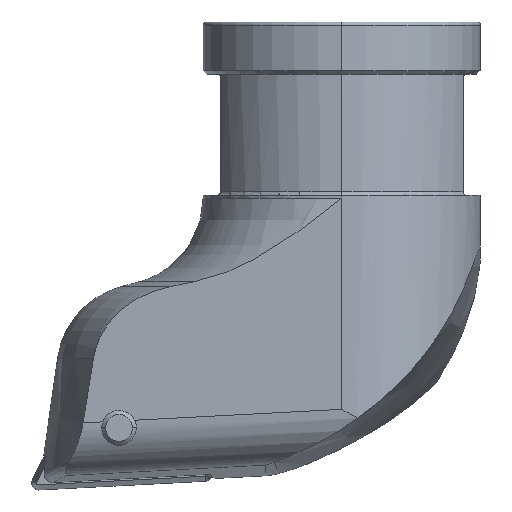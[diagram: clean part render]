
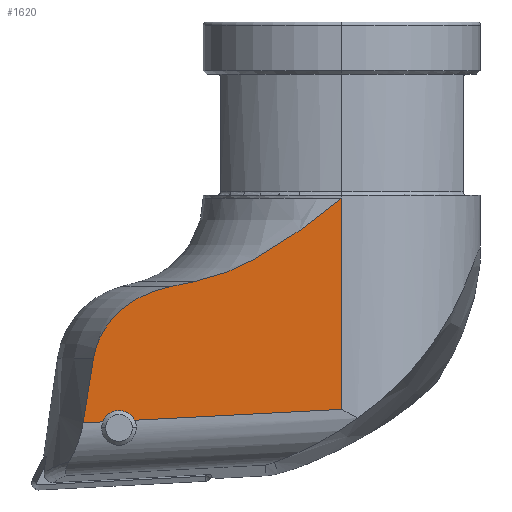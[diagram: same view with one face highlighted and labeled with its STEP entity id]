
A CAD part, front view. The second image highlights one B-rep face of the part: STEP entity #1620.
In plain terms, the highlighted planar face has unit normal (0, -1, 0).
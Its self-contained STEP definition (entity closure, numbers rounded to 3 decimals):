
#850=VERTEX_POINT('NONE',#2237);
#886=EDGE_CURVE('NONE',#1492,#850,#2279,.T.);
#990=VERTEX_POINT('NONE',#2393);
#1240=VERTEX_POINT('NONE',#2669);
#1252=EDGE_CURVE('NONE',#1790,#1560,#2682,.T.);
#1454=EDGE_CURVE('NONE',#1478,#990,#2904,.T.);
#1478=VERTEX_POINT('NONE',#2928);
#1492=VERTEX_POINT('NONE',#2944);
#1560=VERTEX_POINT('NONE',#3017);
#1620=ADVANCED_FACE('NONE',(#3089),#3090,.F.);
#1684=EDGE_CURVE('NONE',#850,#1478,#3163,.T.);
#1696=EDGE_CURVE('NONE',#1240,#1492,#3178,.T.);
#1746=EDGE_CURVE('NONE',#990,#1790,#3231,.F.);
#1780=EDGE_CURVE('NONE',#1954,#1560,#3268,.T.);
#1790=VERTEX_POINT('NONE',#3278);
#1954=VERTEX_POINT('NONE',#3456);
#1982=EDGE_CURVE('NONE',#1954,#1240,#3489,.F.);
#2237=CARTESIAN_POINT('',(-14.326,-8.,-19.407));
#2279=B_SPLINE_CURVE_WITH_KNOTS('',3,(#4356,#4357,#4358,#4359,#4360,#4361,#4362,#4363,#4364,#4365,#4366,#4367,#4368,#4369,#4370,#4371,#4372,#4373,#4374,#4375,#4376,#4377,#4378,#4379,#4380,#4381),.UNSPECIFIED.,.F.,.F.,(4,2,2,2,2,2,2,2,2,2,2,2,4),(39.947,40.874,41.802,42.729,43.571,44.412,45.156,45.9,46.59,47.279,47.941,48.603,49.265),.UNSPECIFIED.);
#2393=CARTESIAN_POINT('',(-13.791,-8.,-23.069));
#2669=CARTESIAN_POINT('',(-8.546,-8.,-14.993));
#2682=LINE('',#5534,#5535);
#2904=LINE('',#5893,#5894);
#2928=CARTESIAN_POINT('',(-14.922,-8.,-23.129));
#2944=CARTESIAN_POINT('',(-9.929,-8.,-15.273));
#3017=CARTESIAN_POINT('',(0.,-8.0,-22.347));
#3089=FACE_OUTER_BOUND('',#6225,.T.);
#3090=PLANE('',#6226);
#3163=(B_SPLINE_CURVE(2,(#6366,#6367,#6368),.UNSPECIFIED.,.F.,.F.)B_SPLINE_CURVE_WITH_KNOTS((3,3),(1.315,5.083),.UNSPECIFIED.)RATIONAL_B_SPLINE_CURVE((1.,1.,1.))BOUNDED_CURVE()REPRESENTATION_ITEM('')GEOMETRIC_REPRESENTATION_ITEM()CURVE());
#3178=(B_SPLINE_CURVE(2,(#6391,#6392,#6393),.UNSPECIFIED.,.F.,.F.)B_SPLINE_CURVE_WITH_KNOTS((3,3),(26.922,28.079),.UNSPECIFIED.)RATIONAL_B_SPLINE_CURVE((1.292,1.261,1.227))BOUNDED_CURVE()REPRESENTATION_ITEM('')GEOMETRIC_REPRESENTATION_ITEM()CURVE());
#3231=CIRCLE('',#6510,1.0);
#3268=LINE('',#6554,#6555);
#3278=CARTESIAN_POINT('',(-11.958,-8.,-22.973));
#3456=CARTESIAN_POINT('',(0.,-8.0,-10.163));
#3489=B_SPLINE_CURVE_WITH_KNOTS('',3,(#7006,#7007,#7008,#7009,#7010,#7011,#7012,#7013,#7014,#7015,#7016,#7017,#7018,#7019,#7020,#7021,#7022,#7023),.UNSPECIFIED.,.F.,.F.,(4,2,2,2,2,2,2,2,4),(27.156,28.204,29.252,30.301,31.349,33.037,34.725,38.102,38.108),.UNSPECIFIED.);
#4356=CARTESIAN_POINT('',(-7.857,-8.,-15.109));
#4357=CARTESIAN_POINT('',(-8.187,-8.,-15.097));
#4358=CARTESIAN_POINT('',(-8.524,-8.,-15.102));
#4359=CARTESIAN_POINT('',(-9.194,-8.,-15.15));
#4360=CARTESIAN_POINT('',(-9.528,-8.,-15.193));
#4361=CARTESIAN_POINT('',(-10.172,-8.,-15.321));
#4362=CARTESIAN_POINT('',(-10.484,-8.,-15.404));
#4363=CARTESIAN_POINT('',(-11.041,-8.,-15.596));
#4364=CARTESIAN_POINT('',(-11.326,-8.,-15.713));
#4365=CARTESIAN_POINT('',(-11.873,-8.,-15.992));
#4366=CARTESIAN_POINT('',(-12.135,-8.,-16.154));
#4367=CARTESIAN_POINT('',(-12.563,-8.,-16.464));
#4368=CARTESIAN_POINT('',(-12.773,-8.,-16.638));
#4369=CARTESIAN_POINT('',(-13.16,-8.,-17.019));
#4370=CARTESIAN_POINT('',(-13.337,-8.,-17.225));
#4371=CARTESIAN_POINT('',(-13.621,-8.,-17.61));
#4372=CARTESIAN_POINT('',(-13.756,-8.,-17.823));
#4373=CARTESIAN_POINT('',(-13.989,-8.,-18.268));
#4374=CARTESIAN_POINT('',(-14.085,-8.,-18.501));
#4375=CARTESIAN_POINT('',(-14.227,-8.,-18.929));
#4376=CARTESIAN_POINT('',(-14.286,-8.,-19.164));
#4377=CARTESIAN_POINT('',(-14.363,-8.,-19.64));
#4378=CARTESIAN_POINT('',(-14.381,-8.,-19.882));
#4379=CARTESIAN_POINT('',(-14.381,-8.,-20.323));
#4380=CARTESIAN_POINT('',(-14.363,-8.,-20.565));
#4381=CARTESIAN_POINT('',(-14.325,-8.,-20.803));
#5534=CARTESIAN_POINT('',(-20.175,-8.,-23.404));
#5535=VECTOR('',#8443,1.0);
#5893=CARTESIAN_POINT('',(-20.175,-8.,-23.404));
#5894=VECTOR('',#8688,1.0);
#6225=EDGE_LOOP('',(#8945,#8946,#8947,#8948,#8949,#8950,#8951,#8952));
#6226=AXIS2_PLACEMENT_3D('',#8953,#8954,#8955);
#6366=CARTESIAN_POINT('',(-14.326,-8.,-19.407));
#6367=CARTESIAN_POINT('',(-14.619,-8.,-21.23));
#6368=CARTESIAN_POINT('',(-14.922,-8.,-23.129));
#6391=CARTESIAN_POINT('',(-8.546,-8.,-14.993));
#6392=CARTESIAN_POINT('',(-9.208,-8.,-15.122));
#6393=CARTESIAN_POINT('',(-9.929,-8.,-15.273));
#6510=AXIS2_PLACEMENT_3D('',#9131,#9132,#9133);
#6554=CARTESIAN_POINT('',(0.,-8.,1.029));
#6555=VECTOR('',#9170,1.0);
#7006=CARTESIAN_POINT('',(-10.247,-8.,-15.163));
#7007=CARTESIAN_POINT('',(-9.898,-8.,-15.163));
#7008=CARTESIAN_POINT('',(-9.533,-8.,-15.14));
#7009=CARTESIAN_POINT('',(-8.795,-8.,-15.046));
#7010=CARTESIAN_POINT('',(-8.422,-8.,-14.975));
#7011=CARTESIAN_POINT('',(-7.683,-8.,-14.792));
#7012=CARTESIAN_POINT('',(-7.319,-8.,-14.68));
#7013=CARTESIAN_POINT('',(-6.615,-8.,-14.429));
#7014=CARTESIAN_POINT('',(-6.277,-8.,-14.289));
#7015=CARTESIAN_POINT('',(-5.446,-8.,-13.912));
#7016=CARTESIAN_POINT('',(-4.925,-8.,-13.639));
#7017=CARTESIAN_POINT('',(-3.889,-8.,-13.029));
#7018=CARTESIAN_POINT('',(-3.374,-8.,-12.693));
#7019=CARTESIAN_POINT('',(-1.858,-8.,-11.635));
#7020=CARTESIAN_POINT('',(-0.888,-8.,-10.865));
#7021=CARTESIAN_POINT('',(-0.004,-8.,-10.166));
#7022=CARTESIAN_POINT('',(-0.002,-8.,-10.165));
#7023=CARTESIAN_POINT('',(0.,-8.,-10.163));
#8443=DIRECTION('',(0.999,0.,0.052));
#8688=DIRECTION('',(0.999,0.,0.052));
#8945=ORIENTED_EDGE('',*,*,#1684,.T.);
#8946=ORIENTED_EDGE('',*,*,#1454,.T.);
#8947=ORIENTED_EDGE('',*,*,#1746,.T.);
#8948=ORIENTED_EDGE('',*,*,#1252,.T.);
#8949=ORIENTED_EDGE('',*,*,#1780,.F.);
#8950=ORIENTED_EDGE('',*,*,#1982,.T.);
#8951=ORIENTED_EDGE('',*,*,#1696,.T.);
#8952=ORIENTED_EDGE('',*,*,#886,.T.);
#8953=CARTESIAN_POINT('',(-17.9,-8.,-26.59));
#8954=DIRECTION('',(0.,1.0,0.));
#8955=DIRECTION('',(1.0,0.0,0.));
#9131=CARTESIAN_POINT('',(-12.854,-8.,-23.417));
#9132=DIRECTION('',(0.,-1.0,0.));
#9133=DIRECTION('',(-0.999,0.,-0.052));
#9170=DIRECTION('',(0.,0.0,-1.0));
